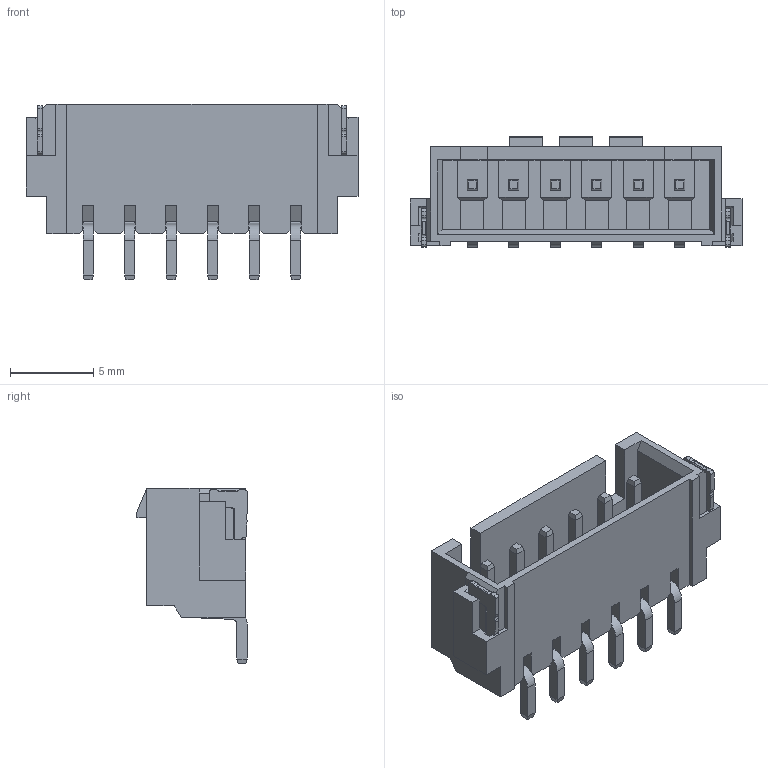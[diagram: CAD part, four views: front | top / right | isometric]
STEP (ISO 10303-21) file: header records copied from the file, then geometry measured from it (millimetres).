
FILE_DESCRIPTION((''),'2;1');
FILE_NAME('250-WTB-M-RA-SMT-CONN-6P','2019-11-05T',('Administrator'),(''),'PRO/ENGINEER BY PARAMETRIC TECHNOLOGY CORPORATION, 2009440','PRO/ENGINEER BY PARAMETRIC TECHNOLOGY CORPORATION, 2009440','');
FILE_SCHEMA(('CONFIG_CONTROL_DESIGN'));
Length unit declared in the file: millimetre
Products named in the file (1): 250-WTB-M-RA-SMT-CONN-6P
Bounding box: 20 x 6.65 x 10.6 mm (x, y, z)
Volume: 395.7 mm3; surface area: 1072.7 mm2
Topology: 1 solids, 1 shells, 466 faces, 1277 edges, 818 vertices
Faces by surface type: plane 397, cylinder 69
Entity records: 14545 total; most frequent: CARTESIAN_POINT 2613, ORIENTED_EDGE 2554, DIRECTION 2335, EDGE_CURVE 1277, VECTOR 1119, LINE 1119, VERTEX_POINT 818, AXIS2_PLACEMENT_3D 608
